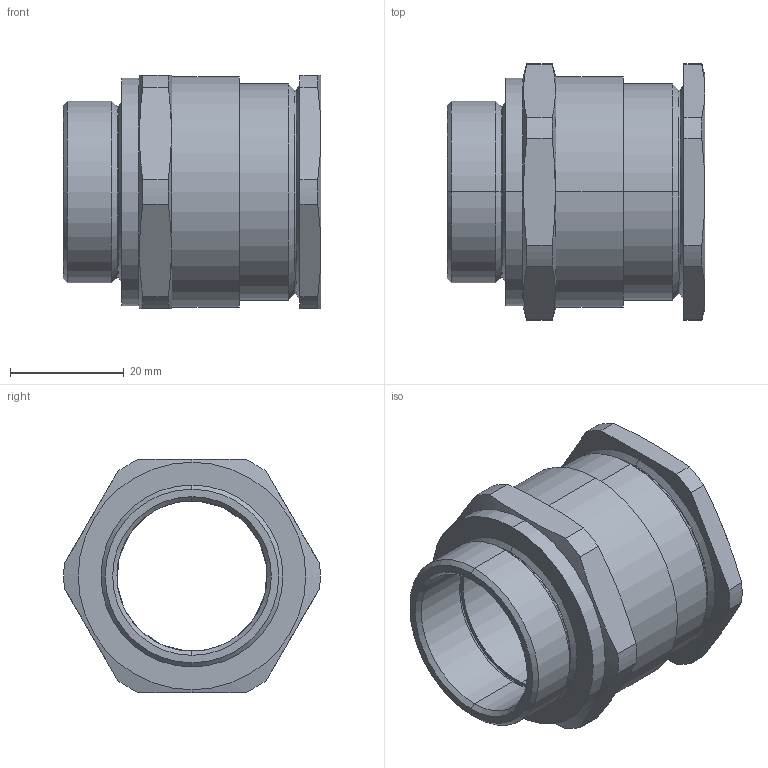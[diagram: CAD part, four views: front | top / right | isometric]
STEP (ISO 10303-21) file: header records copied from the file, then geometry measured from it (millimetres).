
FILE_DESCRIPTION (( 'STEP AP203' ), '1' );
FILE_NAME ('32A21RA.STEP', '2021-03-23T10:02:49', ( '' ), ( '' ), 'SwSTEP 2.0', 'SolidWorks 2017', '' );
FILE_SCHEMA (( 'CONFIG_CONTROL_DESIGN' ));
Length unit declared in the file: millimetre
Products named in the file (1): 32A21RA
Bounding box: 45.33 x 45.08 x 41 mm (x, y, z)
Volume: 22990.1 mm3; surface area: 15271.4 mm2
Topology: 1 solids, 19 shells, 307 faces, 750 edges, 488 vertices
Faces by surface type: plane 125, bspline 110, cone 36, cylinder 34, torus 2
Entity records: 15779 total; most frequent: CARTESIAN_POINT 9196, ORIENTED_EDGE 1500, DIRECTION 1004, EDGE_CURVE 750, VERTEX_POINT 488, VECTOR 396, LINE 396, EDGE_LOOP 330
